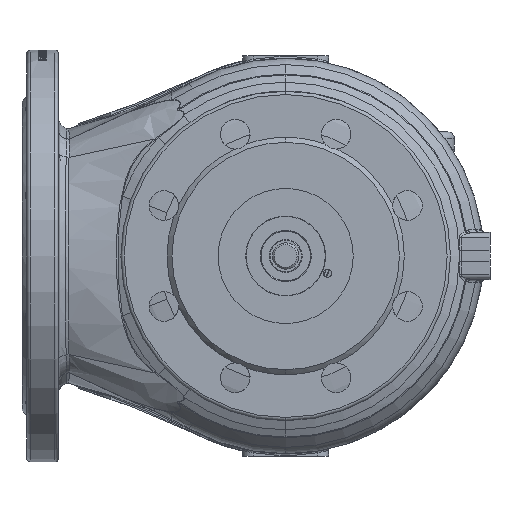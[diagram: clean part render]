
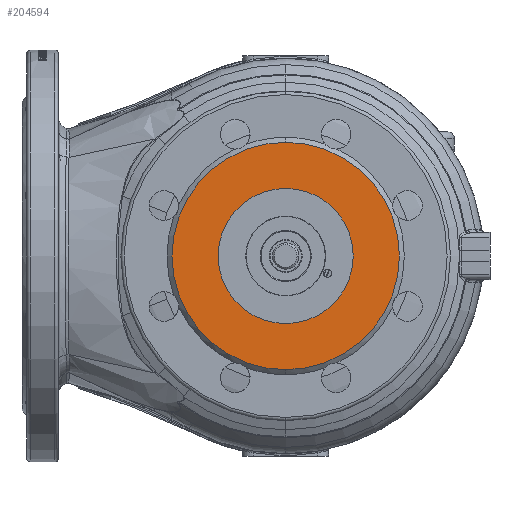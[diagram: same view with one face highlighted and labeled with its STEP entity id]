
A CAD part, front view. The second image highlights one B-rep face of the part: STEP entity #204594.
In plain terms, the highlighted planar face has unit normal (0, -1, 0).
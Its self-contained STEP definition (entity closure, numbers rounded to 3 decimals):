
#1787 = EDGE_CURVE ( 'NONE', #41417, #7067, #44091, .T. ) ;
#7067 = VERTEX_POINT ( 'NONE', #27381 ) ;
#7413 = AXIS2_PLACEMENT_3D ( 'NONE', #212415, #121953, #33849 ) ;
#11760 = ORIENTED_EDGE ( 'NONE', *, *, #43631, .F. ) ;
#12715 = AXIS2_PLACEMENT_3D ( 'NONE', #118336, #120665, #190937 ) ;
#17510 = AXIS2_PLACEMENT_3D ( 'NONE', #146395, #90428, #57054 ) ;
#20481 = EDGE_CURVE ( 'NONE', #64633, #158208, #126587, .T. ) ;
#27381 = CARTESIAN_POINT ( 'NONE',  ( 0., -195., -41. ) ) ;
#29206 = FACE_BOUND ( 'NONE', #143059, .T. ) ;
#33849 = DIRECTION ( 'NONE',  ( 0., 0., -1. ) ) ;
#35465 = EDGE_CURVE ( 'NONE', #7067, #41417, #175194, .T. ) ;
#41417 = VERTEX_POINT ( 'NONE', #224518 ) ;
#43631 = EDGE_CURVE ( 'NONE', #158208, #64633, #83606, .T. ) ;
#44091 = CIRCLE ( 'NONE', #17510, 41. ) ;
#54356 = ORIENTED_EDGE ( 'NONE', *, *, #35465, .T. ) ;
#55243 = DIRECTION ( 'NONE',  ( 0., 0., 1. ) ) ;
#57054 = DIRECTION ( 'NONE',  ( 0., 0., 1. ) ) ;
#64633 = VERTEX_POINT ( 'NONE', #75725 ) ;
#66071 = ORIENTED_EDGE ( 'NONE', *, *, #1787, .T. ) ;
#75725 = CARTESIAN_POINT ( 'NONE',  ( 0., -195., 69. ) ) ;
#83606 = CIRCLE ( 'NONE', #228007, 69. ) ;
#90428 = DIRECTION ( 'NONE',  ( 0., 1., 0. ) ) ;
#101729 = FACE_OUTER_BOUND ( 'NONE', #157407, .T. ) ;
#104135 = DIRECTION ( 'NONE',  ( 0., 1., 0. ) ) ;
#118336 = CARTESIAN_POINT ( 'NONE',  ( 0., -195., 0. ) ) ;
#120665 = DIRECTION ( 'NONE',  ( 0., 1., 0. ) ) ;
#121953 = DIRECTION ( 'NONE',  ( 0., -1., 0. ) ) ;
#126587 = CIRCLE ( 'NONE', #12715, 69. ) ;
#129491 = AXIS2_PLACEMENT_3D ( 'NONE', #158882, #104135, #55243 ) ;
#139857 = PLANE ( 'NONE',  #7413 ) ;
#143059 = EDGE_LOOP ( 'NONE', ( #66071, #54356 ) ) ;
#145091 = DIRECTION ( 'NONE',  ( 0., 0., 1. ) ) ;
#146395 = CARTESIAN_POINT ( 'NONE',  ( 0., -195., 0. ) ) ;
#157407 = EDGE_LOOP ( 'NONE', ( #166581, #11760 ) ) ;
#158208 = VERTEX_POINT ( 'NONE', #235082 ) ;
#158882 = CARTESIAN_POINT ( 'NONE',  ( 0., -195., 0. ) ) ;
#161718 = CARTESIAN_POINT ( 'NONE',  ( 0., -195., 0. ) ) ;
#166581 = ORIENTED_EDGE ( 'NONE', *, *, #20481, .F. ) ;
#175194 = CIRCLE ( 'NONE', #129491, 41. ) ;
#181916 = DIRECTION ( 'NONE',  ( 0., 1., 0. ) ) ;
#190937 = DIRECTION ( 'NONE',  ( 0., 0., 1. ) ) ;
#204594 = ADVANCED_FACE ( 'NONE', ( #29206, #101729 ), #139857, .T. ) ;
#212415 = CARTESIAN_POINT ( 'NONE',  ( 0., -195., 0. ) ) ;
#224518 = CARTESIAN_POINT ( 'NONE',  ( 0., -195., 41. ) ) ;
#228007 = AXIS2_PLACEMENT_3D ( 'NONE', #161718, #181916, #145091 ) ;
#235082 = CARTESIAN_POINT ( 'NONE',  ( 0., -195., -69. ) ) ;
